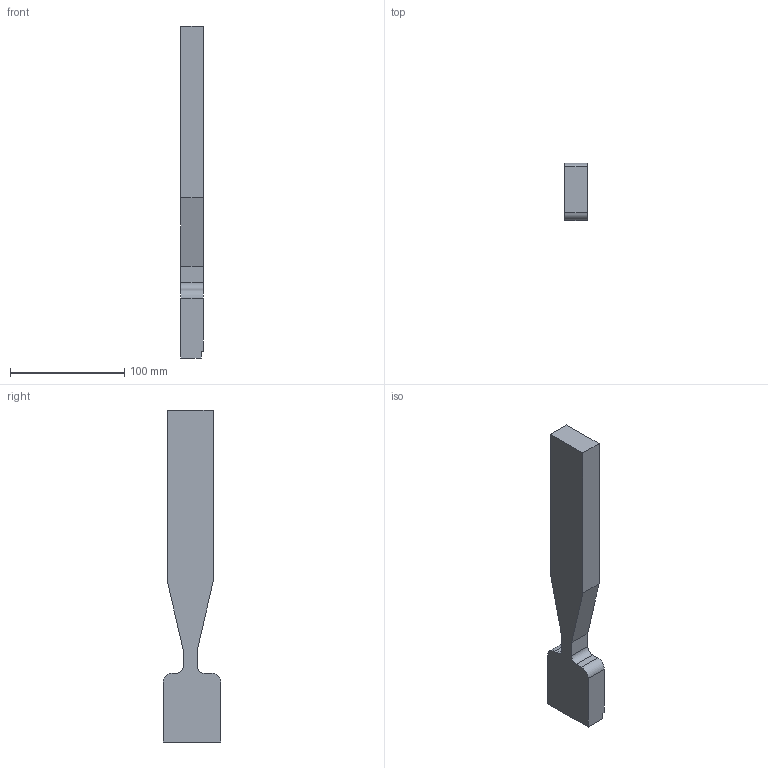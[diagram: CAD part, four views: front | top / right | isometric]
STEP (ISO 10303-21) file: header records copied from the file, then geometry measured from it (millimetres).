
FILE_DESCRIPTION(/* description */ (''),/* implementation_level */ '2;1');
FILE_NAME(/* name */ 'test_model_step203.stp',/* time_stamp */ '2023-01-08T11:22:49+08:00',/* author */ (''),/* organization */ (''),/* preprocessor_version */ 'ST-DEVELOPER v16.7',/* originating_system */ 'SIEMENS PLM Software NX 12.0',/* authorisation */ '');
FILE_SCHEMA (('AP203_CONFIGURATION_CONTROLLED_3D_DESIGN_OF_MECHANICAL_PARTS_AND_ASSEMBLIES_MIM_LF { 1 0 10303 403 2 1 2}'));
Length unit declared in the file: millimetre
Products named in the file (1): test_model
Bounding box: 20 x 50 x 290 mm (x, y, z)
Volume: 215159.6 mm3; surface area: 37761.2 mm2
Topology: 2 solids, 2 shells, 25 faces, 64 edges, 42 vertices
Faces by surface type: plane 19, cylinder 4, cone 2
Entity records: 842 total; most frequent: CARTESIAN_POINT 130, ORIENTED_EDGE 124, DIRECTION 124, EDGE_CURVE 62, LINE 52, VECTOR 52, VERTEX_POINT 42, AXIS2_PLACEMENT_3D 36
